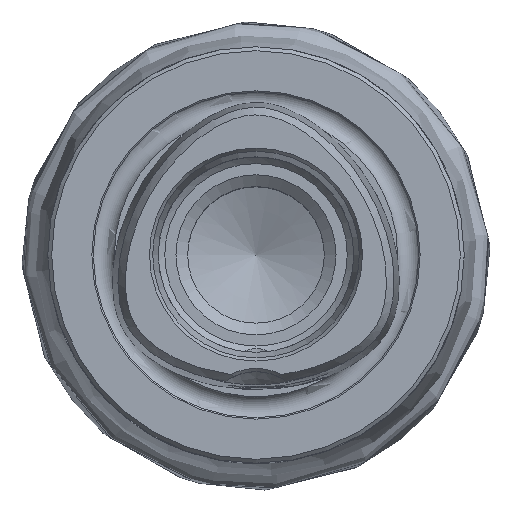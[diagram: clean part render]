
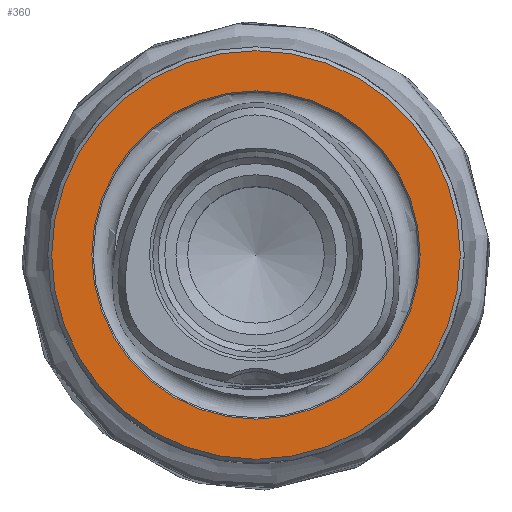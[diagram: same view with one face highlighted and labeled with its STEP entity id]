
A CAD part, top view. The second image highlights one B-rep face of the part: STEP entity #360.
In plain terms, the highlighted planar face has unit normal (0, 0, 1).
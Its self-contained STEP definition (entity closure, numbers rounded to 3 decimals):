
#273=PLANE('',#1363);
#360=ADVANCED_FACE('CU_E_LO_SU_1',(#474,#475),#273,.F.);
#474=FACE_BOUND('',#565,.T.);
#475=FACE_BOUND('',#566,.T.);
#565=EDGE_LOOP('',(#743));
#566=EDGE_LOOP('',(#744));
#743=ORIENTED_EDGE('',*,*,#1123,.F.);
#744=ORIENTED_EDGE('',*,*,#1122,.T.);
#1005=VERTEX_POINT('',#8416);
#1006=VERTEX_POINT('',#8419);
#1122=EDGE_CURVE('',#1005,#1005,#1208,.T.);
#1123=EDGE_CURVE('',#1006,#1006,#1209,.T.);
#1208=CIRCLE('',#1360,15.7);
#1209=CIRCLE('',#1362,12.614);
#1360=AXIS2_PLACEMENT_3D('',#8415,#1558,#1559);
#1362=AXIS2_PLACEMENT_3D('',#8418,#1562,#1563);
#1363=AXIS2_PLACEMENT_3D('',#8420,#1564,#1565);
#1558=DIRECTION('',(0.,0.,1.));
#1559=DIRECTION('',(1.,0.,0.));
#1562=DIRECTION('',(0.,0.,1.));
#1563=DIRECTION('',(1.,0.,0.));
#1564=DIRECTION('',(0.,0.,-1.));
#1565=DIRECTION('',(-1.,0.,0.));
#8415=CARTESIAN_POINT('',(0.,0.,0.));
#8416=CARTESIAN_POINT('',(15.7,0.,0.));
#8418=CARTESIAN_POINT('',(0.,0.,0.));
#8419=CARTESIAN_POINT('',(12.614,0.,0.));
#8420=CARTESIAN_POINT('',(0.,-15.7,0.));
